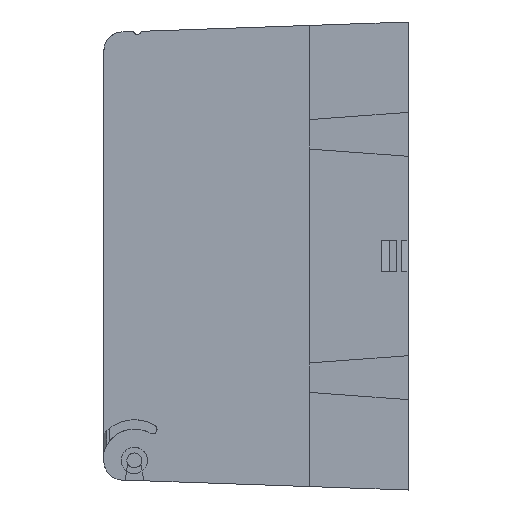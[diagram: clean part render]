
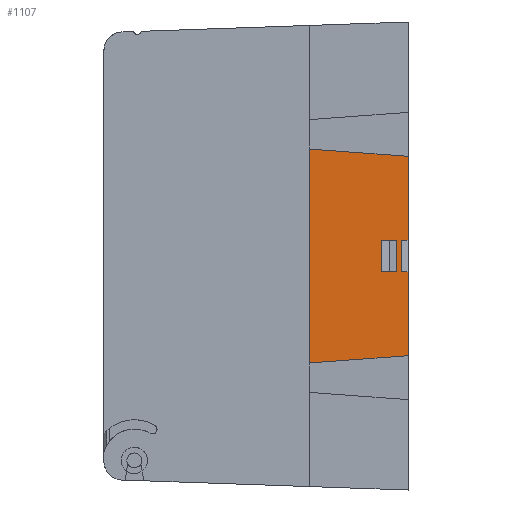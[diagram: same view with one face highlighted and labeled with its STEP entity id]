
A CAD part, left-side view. The second image highlights one B-rep face of the part: STEP entity #1107.
In plain terms, the highlighted planar face has unit normal (1, 0, 0).
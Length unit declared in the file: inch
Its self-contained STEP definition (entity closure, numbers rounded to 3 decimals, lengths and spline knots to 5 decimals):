
#44 = DIRECTION ( 'NONE',  ( 0., 0., 1. ) ) ;
#1107 = ADVANCED_FACE ( 'NONE', ( #38537, #49725 ), #53804, .F. ) ;
#1338 = VERTEX_POINT ( 'NONE', #5396 ) ;
#2964 = DIRECTION ( 'NONE',  ( 0., -0.997, 0.074 ) ) ;
#3347 = VECTOR ( 'NONE', #40701, 39.37008 ) ;
#3692 = CARTESIAN_POINT ( 'NONE',  ( -2.6392, -0.75, -2.21333 ) ) ;
#4109 = VERTEX_POINT ( 'NONE', #28188 ) ;
#4971 = VECTOR ( 'NONE', #15129, 39.37008 ) ;
#5396 = CARTESIAN_POINT ( 'NONE',  ( -2.6392, -1.73, -0.17 ) ) ;
#5488 = VECTOR ( 'NONE', #8557, 39.37008 ) ;
#6598 = ORIENTED_EDGE ( 'NONE', *, *, #12912, .F. ) ;
#7801 = VECTOR ( 'NONE', #49608, 39.37008 ) ;
#7874 = VERTEX_POINT ( 'NONE', #44935 ) ;
#8339 = ORIENTED_EDGE ( 'NONE', *, *, #36799, .F. ) ;
#8557 = DIRECTION ( 'NONE',  ( 0., -1., 0. ) ) ;
#8930 = CARTESIAN_POINT ( 'NONE',  ( -2.6392, -1.5184, 0.17 ) ) ;
#11501 = EDGE_CURVE ( 'NONE', #34933, #28392, #29341, .T. ) ;
#12467 = CARTESIAN_POINT ( 'NONE',  ( -2.6392, -1.8, -0.17 ) ) ;
#12551 = CARTESIAN_POINT ( 'NONE',  ( -2.6392, -1.68, -2.21333 ) ) ;
#12834 = CARTESIAN_POINT ( 'NONE',  ( -2.6392, -1.68, -0.17 ) ) ;
#12912 = EDGE_CURVE ( 'NONE', #37520, #1338, #20633, .T. ) ;
#13110 = EDGE_CURVE ( 'NONE', #55910, #18290, #44069, .T. ) ;
#14698 = EDGE_CURVE ( 'NONE', #29467, #14983, #61302, .T. ) ;
#14814 = CARTESIAN_POINT ( 'NONE',  ( -2.6392, -1.8, -2.25 ) ) ;
#14983 = VERTEX_POINT ( 'NONE', #21294 ) ;
#15129 = DIRECTION ( 'NONE',  ( 0., 0., 1. ) ) ;
#15336 = CARTESIAN_POINT ( 'NONE',  ( -2.6392, -1.5184, -2.21333 ) ) ;
#16378 = DIRECTION ( 'NONE',  ( 0., 0., 1. ) ) ;
#16436 = VECTOR ( 'NONE', #33567, 39.37008 ) ;
#16846 = ORIENTED_EDGE ( 'NONE', *, *, #46493, .F. ) ;
#18051 = CARTESIAN_POINT ( 'NONE',  ( -2.6392, -0.75, 0.17 ) ) ;
#18290 = VERTEX_POINT ( 'NONE', #12834 ) ;
#18331 = LINE ( 'NONE', #18051, #5488 ) ;
#19070 = ORIENTED_EDGE ( 'NONE', *, *, #57906, .F. ) ;
#20633 = LINE ( 'NONE', #52374, #7801 ) ;
#20688 = VECTOR ( 'NONE', #41660, 39.37008 ) ;
#20910 = CARTESIAN_POINT ( 'NONE',  ( -2.6392, -1.73, 0.17 ) ) ;
#21294 = CARTESIAN_POINT ( 'NONE',  ( -2.6392, -1.8, -1.065 ) ) ;
#22084 = EDGE_LOOP ( 'NONE', ( #6598, #41317, #40839, #25222, #8339, #38528, #32290, #59844 ) ) ;
#22250 = CARTESIAN_POINT ( 'NONE',  ( -2.6392, -1.8, 1.065 ) ) ;
#22258 = LINE ( 'NONE', #55308, #35115 ) ;
#22318 = VERTEX_POINT ( 'NONE', #8930 ) ;
#22857 = CARTESIAN_POINT ( 'NONE',  ( -2.6392, -0.75, -1.14282 ) ) ;
#22947 = DIRECTION ( 'NONE',  ( -1., 0., 0. ) ) ;
#23005 = EDGE_CURVE ( 'NONE', #28392, #4109, #29395, .T. ) ;
#23891 = EDGE_CURVE ( 'NONE', #1338, #34933, #31489, .T. ) ;
#24566 = DIRECTION ( 'NONE',  ( 0., 0., 1. ) ) ;
#25222 = ORIENTED_EDGE ( 'NONE', *, *, #55301, .F. ) ;
#25941 = AXIS2_PLACEMENT_3D ( 'NONE', #3692, #22947, #60921 ) ;
#26951 = ORIENTED_EDGE ( 'NONE', *, *, #13110, .F. ) ;
#27880 = VECTOR ( 'NONE', #44, 39.37008 ) ;
#28188 = CARTESIAN_POINT ( 'NONE',  ( -2.6392, -1.8, 1.065 ) ) ;
#28392 = VERTEX_POINT ( 'NONE', #37431 ) ;
#29341 = LINE ( 'NONE', #47823, #16436 ) ;
#29395 = LINE ( 'NONE', #48337, #27880 ) ;
#29467 = VERTEX_POINT ( 'NONE', #37430 ) ;
#30927 = CARTESIAN_POINT ( 'NONE',  ( -2.6392, -1.68, 0.17 ) ) ;
#31091 = ORIENTED_EDGE ( 'NONE', *, *, #50790, .F. ) ;
#31206 = DIRECTION ( 'NONE',  ( 0., 0., -1. ) ) ;
#31489 = LINE ( 'NONE', #54925, #55478 ) ;
#32290 = ORIENTED_EDGE ( 'NONE', *, *, #11501, .F. ) ;
#33196 = LINE ( 'NONE', #14814, #51912 ) ;
#33567 = DIRECTION ( 'NONE',  ( 0., -1., 0. ) ) ;
#33603 = LINE ( 'NONE', #22250, #20688 ) ;
#34933 = VERTEX_POINT ( 'NONE', #20910 ) ;
#35115 = VECTOR ( 'NONE', #31206, 39.37008 ) ;
#35878 = CARTESIAN_POINT ( 'NONE',  ( -2.6392, -0.75, -0.17 ) ) ;
#36799 = EDGE_CURVE ( 'NONE', #4109, #7874, #33603, .T. ) ;
#37430 = CARTESIAN_POINT ( 'NONE',  ( -2.6392, -0.75, -1.14282 ) ) ;
#37431 = CARTESIAN_POINT ( 'NONE',  ( -2.6392, -1.8, 0.17 ) ) ;
#37520 = VERTEX_POINT ( 'NONE', #12467 ) ;
#38528 = ORIENTED_EDGE ( 'NONE', *, *, #23005, .F. ) ;
#38537 = FACE_BOUND ( 'NONE', #46405, .T. ) ;
#40635 = EDGE_CURVE ( 'NONE', #14983, #37520, #33196, .T. ) ;
#40701 = DIRECTION ( 'NONE',  ( 0., 1., 0. ) ) ;
#40839 = ORIENTED_EDGE ( 'NONE', *, *, #14698, .F. ) ;
#41317 = ORIENTED_EDGE ( 'NONE', *, *, #40635, .F. ) ;
#41660 = DIRECTION ( 'NONE',  ( 0., 0.997, 0.074 ) ) ;
#44069 = LINE ( 'NONE', #12551, #55255 ) ;
#44935 = CARTESIAN_POINT ( 'NONE',  ( -2.6392, -0.75, 1.14282 ) ) ;
#46312 = DIRECTION ( 'NONE',  ( 0., 0., -1. ) ) ;
#46405 = EDGE_LOOP ( 'NONE', ( #19070, #26951, #31091, #16846 ) ) ;
#46493 = EDGE_CURVE ( 'NONE', #53008, #22318, #56246, .T. ) ;
#47823 = CARTESIAN_POINT ( 'NONE',  ( -2.6392, -0.75, 0.17 ) ) ;
#48337 = CARTESIAN_POINT ( 'NONE',  ( -2.6392, -1.8, -2.25 ) ) ;
#48952 = CARTESIAN_POINT ( 'NONE',  ( -2.6392, -1.5184, -0.17 ) ) ;
#49608 = DIRECTION ( 'NONE',  ( 0., 1., 0. ) ) ;
#49725 = FACE_OUTER_BOUND ( 'NONE', #22084, .T. ) ;
#50790 = EDGE_CURVE ( 'NONE', #22318, #55910, #18331, .T. ) ;
#51912 = VECTOR ( 'NONE', #24566, 39.37008 ) ;
#52374 = CARTESIAN_POINT ( 'NONE',  ( -2.6392, -0.75, -0.17 ) ) ;
#53008 = VERTEX_POINT ( 'NONE', #48952 ) ;
#53100 = LINE ( 'NONE', #35878, #3347 ) ;
#53804 = PLANE ( 'NONE',  #25941 ) ;
#54925 = CARTESIAN_POINT ( 'NONE',  ( -2.6392, -1.73, -2.21333 ) ) ;
#55255 = VECTOR ( 'NONE', #46312, 39.37008 ) ;
#55301 = EDGE_CURVE ( 'NONE', #7874, #29467, #22258, .T. ) ;
#55308 = CARTESIAN_POINT ( 'NONE',  ( -2.6392, -0.75, -4.87979 ) ) ;
#55478 = VECTOR ( 'NONE', #16378, 39.37008 ) ;
#55910 = VERTEX_POINT ( 'NONE', #30927 ) ;
#56246 = LINE ( 'NONE', #15336, #4971 ) ;
#57906 = EDGE_CURVE ( 'NONE', #18290, #53008, #53100, .T. ) ;
#59817 = VECTOR ( 'NONE', #2964, 39.37008 ) ;
#59844 = ORIENTED_EDGE ( 'NONE', *, *, #23891, .F. ) ;
#60921 = DIRECTION ( 'NONE',  ( 0., 0., 1. ) ) ;
#61302 = LINE ( 'NONE', #22857, #59817 ) ;
